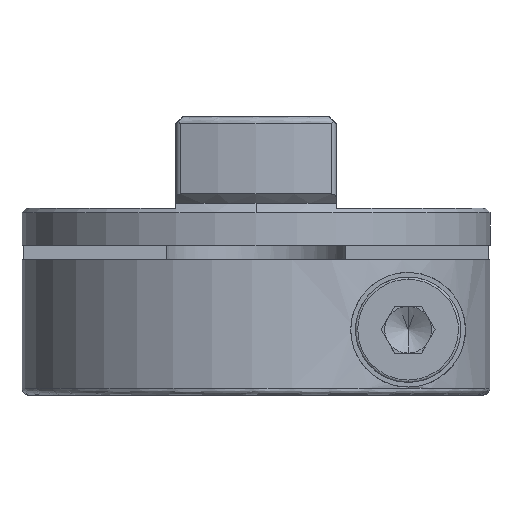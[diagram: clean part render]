
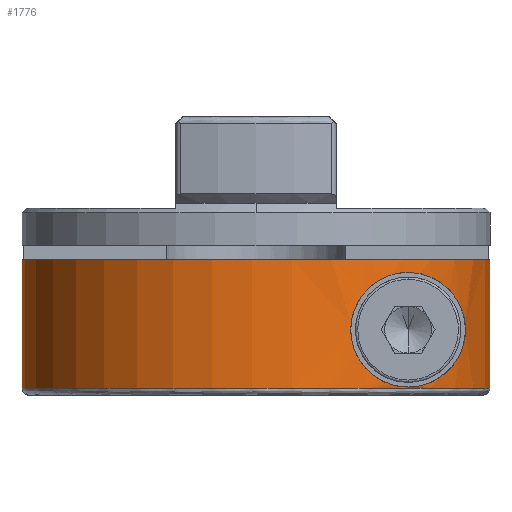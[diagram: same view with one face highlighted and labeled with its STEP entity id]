
A CAD part, front view. The second image highlights one B-rep face of the part: STEP entity #1776.
In plain terms, the highlighted cylindrical face has radius 10 mm (diameter 20 mm), a partial arc.
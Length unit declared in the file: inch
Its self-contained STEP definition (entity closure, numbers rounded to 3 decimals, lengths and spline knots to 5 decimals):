
#44 = CARTESIAN_POINT ( 'NONE',  ( 0.20124, -0.33856, 0.19074 ) ) ;
#62 = CARTESIAN_POINT ( 'NONE',  ( 0.17095, -0.35466, 0.15643 ) ) ;
#80 = EDGE_LOOP ( 'NONE', ( #2175, #2150 ) ) ;
#117 = AXIS2_PLACEMENT_3D ( 'NONE', #1479, #2610, #1241 ) ;
#175 = DIRECTION ( 'NONE',  ( 0., 0., -1. ) ) ;
#217 = VERTEX_POINT ( 'NONE', #935 ) ;
#247 = CARTESIAN_POINT ( 'NONE',  ( 0.28583, -0.27086, 0.01836 ) ) ;
#266 = CARTESIAN_POINT ( 'NONE',  ( 0.31153, -0.24117, 0.0306 ) ) ;
#268 = ORIENTED_EDGE ( 'NONE', *, *, #2388, .T. ) ;
#278 = CARTESIAN_POINT ( 'NONE',  ( 0.2019, -0.33804, 0.03008 ) ) ;
#283 = CARTESIAN_POINT ( 'NONE',  ( 0.33901, -0.20027, 0.06084 ) ) ;
#284 = EDGE_CURVE ( 'NONE', #2737, #416, #2668, .T. ) ;
#319 = CARTESIAN_POINT ( 'NONE',  ( 0.17123, -0.35453, 0.06353 ) ) ;
#336 = CARTESIAN_POINT ( 'NONE',  ( 0.16328, -0.35825, 0.08243 ) ) ;
#357 = CARTESIAN_POINT ( 'NONE',  ( 0.19682, -0.34102, 0.03372 ) ) ;
#369 = B_SPLINE_CURVE_WITH_KNOTS ( 'NONE', 3,
 ( #2634, #753, #2779, #1607, #786, #2174, #2156, #2210, #3304, #3530, #1094, #1895, #1021, #1862, #3597, #514, #2998, #3324, #3014, #769, #480, #283, #1879, #3031, #531, #266, #2139, #247, #1037, #3053, #3562, #1934 ),
 .UNSPECIFIED., .F., .F.,
 ( 4, 2, 2, 2, 2, 2, 2, 2, 2, 2, 2, 2, 2, 2, 2, 4 ),
 ( 0.00839, 0.00964, 0.01089, 0.01152, 0.01214, 0.01277, 0.01308, 0.01339, 0.01371, 0.01402, 0.01464, 0.01527, 0.0159, 0.01715, 0.01777, 0.0184 ),
 .UNSPECIFIED. ) ;
#416 = VERTEX_POINT ( 'NONE', #3346 ) ;
#480 = CARTESIAN_POINT ( 'NONE',  ( 0.34491, -0.18993, 0.07249 ) ) ;
#484 = FACE_BOUND ( 'NONE', #80, .T. ) ;
#514 = CARTESIAN_POINT ( 'NONE',  ( 0.35235, -0.17563, 0.10592 ) ) ;
#531 = CARTESIAN_POINT ( 'NONE',  ( 0.32438, -0.22324, 0.04206 ) ) ;
#583 = CARTESIAN_POINT ( 'NONE',  ( 0.16549, -0.35724, 0.07595 ) ) ;
#753 = CARTESIAN_POINT ( 'NONE',  ( 0.26861, -0.28832, 0.20669 ) ) ;
#769 = CARTESIAN_POINT ( 'NONE',  ( 0.34744, -0.1852, 0.07891 ) ) ;
#786 = CARTESIAN_POINT ( 'NONE',  ( 0.31165, -0.24102, 0.18979 ) ) ;
#907 = CARTESIAN_POINT ( 'NONE',  ( 0.25591, -0.29919, 0.20669 ) ) ;
#935 = CARTESIAN_POINT ( 'NONE',  ( -0.3937, 0., 0.01181 ) ) ;
#979 = EDGE_CURVE ( 'NONE', #3396, #217, #2085, .T. ) ;
#991 = CARTESIAN_POINT ( 'NONE',  ( 0., 0., 0.32283 ) ) ;
#1003 = VECTOR ( 'NONE', #1016, 39.37008 ) ;
#1016 = DIRECTION ( 'NONE',  ( 0., 0., -1. ) ) ;
#1021 = CARTESIAN_POINT ( 'NONE',  ( 0.35109, -0.17816, 0.12639 ) ) ;
#1037 = CARTESIAN_POINT ( 'NONE',  ( 0.28013, -0.27676, 0.01668 ) ) ;
#1094 = CARTESIAN_POINT ( 'NONE',  ( 0.34757, -0.18496, 0.14119 ) ) ;
#1129 = CARTESIAN_POINT ( 'NONE',  ( 0.24525, -0.3083, 0.20669 ) ) ;
#1190 = CARTESIAN_POINT ( 'NONE',  ( 0.1631, -0.35833, 0.13743 ) ) ;
#1192 = B_SPLINE_CURVE_WITH_KNOTS ( 'NONE', 3,
 ( #2534, #2265, #1731, #2851, #2247, #278, #357, #3364, #3067, #2832, #319, #583, #336, #1421, #1654, #3343, #1949, #1190, #3127, #62, #1692, #2304, #2569, #44, #2493, #3419, #1129, #3107 ),
 .UNSPECIFIED., .F., .F.,
 ( 4, 2, 2, 2, 2, 2, 2, 2, 2, 2, 2, 2, 2, 4 ),
 ( 0., 0.00105, 0.00157, 0.0021, 0.00262, 0.00315, 0.00367, 0.0042, 0.00472, 0.00524, 0.00577, 0.00629, 0.00734, 0.00839 ),
 .UNSPECIFIED. ) ;
#1234 = DIRECTION ( 'NONE',  ( 0., 0., -1. ) ) ;
#1241 = DIRECTION ( 'NONE',  ( 1., 0., 0. ) ) ;
#1286 = AXIS2_PLACEMENT_3D ( 'NONE', #991, #1847, #1571 ) ;
#1299 = CARTESIAN_POINT ( 'NONE',  ( 0.39346, -0.01378, 0.22835 ) ) ;
#1328 = DIRECTION ( 'NONE',  ( -1., 0., 0. ) ) ;
#1338 = CARTESIAN_POINT ( 'NONE',  ( 0.25591, -0.29919, 0.01378 ) ) ;
#1401 = EDGE_LOOP ( 'NONE', ( #2291, #268, #1748, #3153 ) ) ;
#1418 = VERTEX_POINT ( 'NONE', #1338 ) ;
#1421 = CARTESIAN_POINT ( 'NONE',  ( 0.16026, -0.35961, 0.09595 ) ) ;
#1479 = CARTESIAN_POINT ( 'NONE',  ( 0., 0., 0.01181 ) ) ;
#1571 = DIRECTION ( 'NONE',  ( -1., 0., 0. ) ) ;
#1593 = CYLINDRICAL_SURFACE ( 'NONE', #1286, 0.3937 ) ;
#1607 = CARTESIAN_POINT ( 'NONE',  ( 0.30204, -0.25305, 0.19574 ) ) ;
#1654 = CARTESIAN_POINT ( 'NONE',  ( 0.15947, -0.35996, 0.10298 ) ) ;
#1692 = CARTESIAN_POINT ( 'NONE',  ( 0.17444, -0.35297, 0.16231 ) ) ;
#1731 = CARTESIAN_POINT ( 'NONE',  ( 0.23442, -0.31658, 0.01548 ) ) ;
#1748 = ORIENTED_EDGE ( 'NONE', *, *, #979, .F. ) ;
#1776 = ADVANCED_FACE ( 'NONE', ( #484, #1830 ), #1593, .T. ) ;
#1830 = FACE_OUTER_BOUND ( 'NONE', #1401, .T. ) ;
#1847 = DIRECTION ( 'NONE',  ( 0., 0., -1. ) ) ;
#1862 = CARTESIAN_POINT ( 'NONE',  ( 0.35211, -0.17613, 0.11834 ) ) ;
#1879 = CARTESIAN_POINT ( 'NONE',  ( 0.33569, -0.20582, 0.0557 ) ) ;
#1895 = CARTESIAN_POINT ( 'NONE',  ( 0.35035, -0.17961, 0.13021 ) ) ;
#1934 = CARTESIAN_POINT ( 'NONE',  ( 0.25591, -0.29919, 0.01378 ) ) ;
#1949 = CARTESIAN_POINT ( 'NONE',  ( 0.16016, -0.35965, 0.12386 ) ) ;
#2085 = CIRCLE ( 'NONE', #117, 0.3937 ) ;
#2139 = CARTESIAN_POINT ( 'NONE',  ( 0.30196, -0.25314, 0.0247 ) ) ;
#2150 = ORIENTED_EDGE ( 'NONE', *, *, #2788, .T. ) ;
#2154 = CARTESIAN_POINT ( 'NONE',  ( 0., 0., 0.22835 ) ) ;
#2156 = CARTESIAN_POINT ( 'NONE',  ( 0.32852, -0.21708, 0.17401 ) ) ;
#2174 = CARTESIAN_POINT ( 'NONE',  ( 0.3245, -0.22305, 0.17829 ) ) ;
#2175 = ORIENTED_EDGE ( 'NONE', *, *, #3279, .T. ) ;
#2204 = CARTESIAN_POINT ( 'NONE',  ( 0.39346, -0.01378, 0. ) ) ;
#2210 = CARTESIAN_POINT ( 'NONE',  ( 0.33583, -0.20559, 0.16457 ) ) ;
#2226 = VERTEX_POINT ( 'NONE', #907 ) ;
#2247 = CARTESIAN_POINT ( 'NONE',  ( 0.21246, -0.33151, 0.0239 ) ) ;
#2265 = CARTESIAN_POINT ( 'NONE',  ( 0.24528, -0.30828, 0.01378 ) ) ;
#2291 = ORIENTED_EDGE ( 'NONE', *, *, #284, .T. ) ;
#2304 = CARTESIAN_POINT ( 'NONE',  ( 0.18235, -0.34895, 0.17298 ) ) ;
#2388 = EDGE_CURVE ( 'NONE', #416, #217, #2913, .T. ) ;
#2493 = CARTESIAN_POINT ( 'NONE',  ( 0.21216, -0.33191, 0.19699 ) ) ;
#2534 = CARTESIAN_POINT ( 'NONE',  ( 0.25591, -0.29919, 0.01378 ) ) ;
#2549 = AXIS2_PLACEMENT_3D ( 'NONE', #2154, #175, #1328 ) ;
#2569 = CARTESIAN_POINT ( 'NONE',  ( 0.18686, -0.34658, 0.17789 ) ) ;
#2610 = DIRECTION ( 'NONE',  ( 0., 0., -1. ) ) ;
#2634 = CARTESIAN_POINT ( 'NONE',  ( 0.25591, -0.29919, 0.20669 ) ) ;
#2668 = CIRCLE ( 'NONE', #2549, 0.3937 ) ;
#2715 = CARTESIAN_POINT ( 'NONE',  ( 0.39346, -0.01378, 0.01181 ) ) ;
#2737 = VERTEX_POINT ( 'NONE', #1299 ) ;
#2779 = CARTESIAN_POINT ( 'NONE',  ( 0.28034, -0.2769, 0.20427 ) ) ;
#2788 = EDGE_CURVE ( 'NONE', #2226, #1418, #369, .T. ) ;
#2832 = CARTESIAN_POINT ( 'NONE',  ( 0.17476, -0.35282, 0.05767 ) ) ;
#2851 = CARTESIAN_POINT ( 'NONE',  ( 0.21798, -0.32792, 0.02136 ) ) ;
#2913 = LINE ( 'NONE', #3227, #3177 ) ;
#2998 = CARTESIAN_POINT ( 'NONE',  ( 0.35207, -0.17621, 0.10171 ) ) ;
#3014 = CARTESIAN_POINT ( 'NONE',  ( 0.35026, -0.17979, 0.08984 ) ) ;
#3031 = CARTESIAN_POINT ( 'NONE',  ( 0.32839, -0.21728, 0.04632 ) ) ;
#3053 = CARTESIAN_POINT ( 'NONE',  ( 0.26835, -0.28819, 0.0144 ) ) ;
#3067 = CARTESIAN_POINT ( 'NONE',  ( 0.18268, -0.34878, 0.04711 ) ) ;
#3107 = CARTESIAN_POINT ( 'NONE',  ( 0.25591, -0.29919, 0.20669 ) ) ;
#3127 = CARTESIAN_POINT ( 'NONE',  ( 0.16527, -0.35735, 0.14395 ) ) ;
#3153 = ORIENTED_EDGE ( 'NONE', *, *, #3167, .F. ) ;
#3167 = EDGE_CURVE ( 'NONE', #2737, #3396, #3556, .T. ) ;
#3177 = VECTOR ( 'NONE', #1234, 39.37008 ) ;
#3227 = CARTESIAN_POINT ( 'NONE',  ( -0.3937, 0., 0.32283 ) ) ;
#3279 = EDGE_CURVE ( 'NONE', #1418, #2226, #1192, .T. ) ;
#3304 = CARTESIAN_POINT ( 'NONE',  ( 0.33917, -0.2, 0.15936 ) ) ;
#3324 = CARTESIAN_POINT ( 'NONE',  ( 0.35102, -0.17829, 0.09371 ) ) ;
#3343 = CARTESIAN_POINT ( 'NONE',  ( 0.15943, -0.35998, 0.11684 ) ) ;
#3346 = CARTESIAN_POINT ( 'NONE',  ( -0.3937, 0., 0.22835 ) ) ;
#3364 = CARTESIAN_POINT ( 'NONE',  ( 0.18713, -0.34643, 0.04229 ) ) ;
#3396 = VERTEX_POINT ( 'NONE', #2715 ) ;
#3419 = CARTESIAN_POINT ( 'NONE',  ( 0.23409, -0.31682, 0.20492 ) ) ;
#3530 = CARTESIAN_POINT ( 'NONE',  ( 0.34505, -0.18967, 0.14765 ) ) ;
#3556 = LINE ( 'NONE', #2204, #1003 ) ;
#3562 = CARTESIAN_POINT ( 'NONE',  ( 0.26224, -0.29377, 0.01378 ) ) ;
#3597 = CARTESIAN_POINT ( 'NONE',  ( 0.35237, -0.1756, 0.11418 ) ) ;
